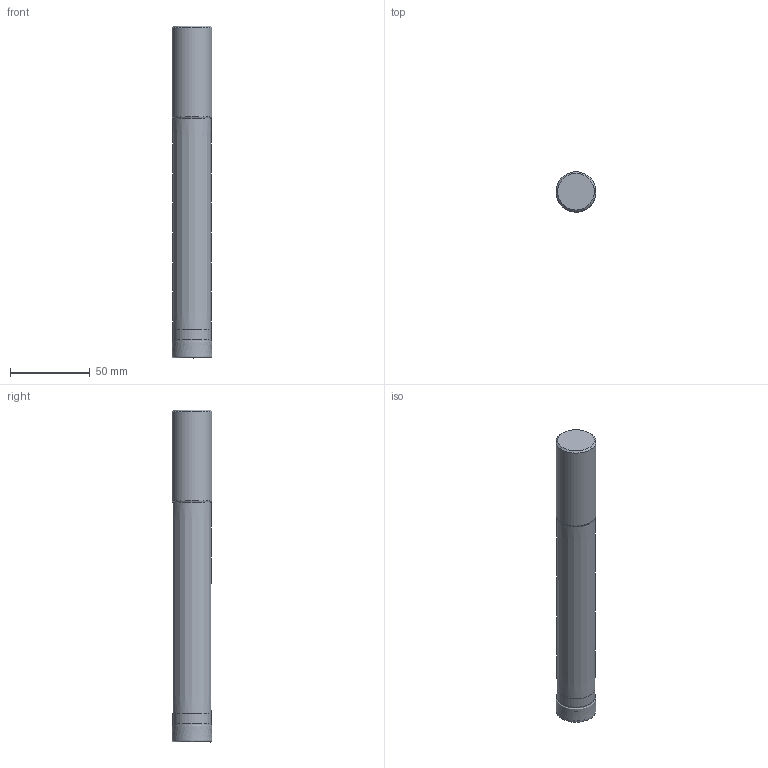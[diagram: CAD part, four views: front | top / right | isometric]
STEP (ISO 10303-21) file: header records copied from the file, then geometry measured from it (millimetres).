
FILE_DESCRIPTION(/* description */ (''),/* implementation_level */ '2;1');
FILE_NAME(/* name */ '1590064898148.stp',/* time_stamp */ '2020-05-21T18:12:00+06:00',/* author */ (''),/* organization */ ('SMS'),/* preprocessor_version */ 'ST-DEVELOPER v16.7',/* originating_system */ 'SIEMENS PLM Software NX 12.0',/* authorisation */ '');
FILE_SCHEMA (('AUTOMOTIVE_DESIGN { 1 0 10303 214 3 1 1 1 }'));
Length unit declared in the file: millimetre
Products named in the file (4): ASSEMBLY_CONSTRUCTION; 202220500mod000_00; 203011776mod000_00; 203011778mod000_00
Assembly tree (3 placements, depth 2):
  203011778mod000_00
    203011776mod000_00
    202220500mod000_00
    ASSEMBLY_CONSTRUCTION
Bounding box: 24.99 x 24.99 x 208 mm (x, y, z)
Volume: 100171.2 mm3; surface area: 18679.7 mm2
Topology: 2 solids, 2 shells, 26 faces, 56 edges, 46 vertices
Faces by surface type: torus 10, cone 8, plane 5, cylinder 2, bspline 1
Full cylindrical faces by diameter (mm): 23.87 x1, 24.994 x1
Entity records: 5986 total; most frequent: CARTESIAN_POINT 5344, DIRECTION 122, AXIS2_PLACEMENT_3D 61, EDGE_LOOP 48, ORIENTED_EDGE 48, FACE_BOUND 47, ADVANCED_FACE 26, VERTEX_POINT 25
